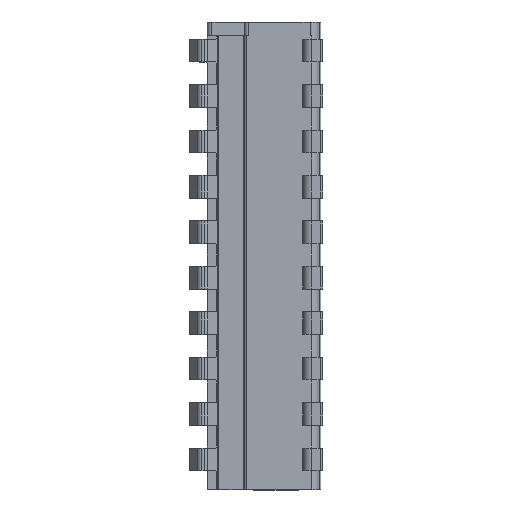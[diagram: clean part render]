
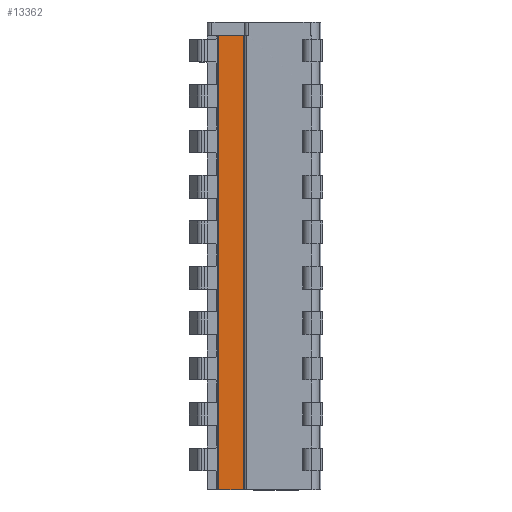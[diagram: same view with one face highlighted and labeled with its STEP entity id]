
A CAD part, top view. The second image highlights one B-rep face of the part: STEP entity #13362.
In plain terms, the highlighted planar face has unit normal (0, 0, 1).
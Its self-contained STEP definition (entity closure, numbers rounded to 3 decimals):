
#19=DIRECTION('',(1.,0.,0.));
#20=VECTOR('',#19,2.7);
#21=CARTESIAN_POINT('',(-4.12,0.,2.725));
#22=LINE('',#21,#20);
#4640=DIRECTION('',(1.,0.,0.));
#4641=VECTOR('',#4640,2.7);
#4642=CARTESIAN_POINT('',(-4.12,-50.,2.725));
#4643=LINE('',#4642,#4641);
#4814=DIRECTION('',(0.,1.,0.));
#4815=VECTOR('',#4814,50.);
#4816=CARTESIAN_POINT('',(-1.42,-50.,2.725));
#4817=LINE('',#4816,#4815);
#4818=DIRECTION('',(0.,-1.,0.));
#4819=VECTOR('',#4818,50.);
#4820=CARTESIAN_POINT('',(-4.12,0.,2.725));
#4821=LINE('',#4820,#4819);
#6428=CARTESIAN_POINT('',(-4.12,0.,2.725));
#6429=VERTEX_POINT('',#6428);
#6478=CARTESIAN_POINT('',(-4.12,-50.,2.725));
#6479=VERTEX_POINT('',#6478);
#7876=CARTESIAN_POINT('',(-1.42,-50.,2.725));
#7877=CARTESIAN_POINT('',(-1.42,0.,2.725));
#7878=VERTEX_POINT('',#7876);
#7879=VERTEX_POINT('',#7877);
#13349=CARTESIAN_POINT('',(-4.12,0.,2.725));
#13350=DIRECTION('',(0.,0.,1.));
#13351=DIRECTION('',(1.,0.,0.));
#13352=AXIS2_PLACEMENT_3D('',#13349,#13350,#13351);
#13353=PLANE('',#13352);
#13355=ORIENTED_EDGE('',*,*,#13354,.F.);
#13356=ORIENTED_EDGE('',*,*,#13294,.F.);
#13358=ORIENTED_EDGE('',*,*,#13357,.F.);
#13359=ORIENTED_EDGE('',*,*,#8143,.T.);
#13360=EDGE_LOOP('',(#13355,#13356,#13358,#13359));
#13361=FACE_OUTER_BOUND('',#13360,.F.);
#13362=ADVANCED_FACE('',(#13361),#13353,.T.);
#8143=EDGE_CURVE('',#6429,#7879,#22,.T.);
#13294=EDGE_CURVE('',#6479,#7878,#4643,.T.);
#13354=EDGE_CURVE('',#7878,#7879,#4817,.T.);
#13357=EDGE_CURVE('',#6429,#6479,#4821,.T.);
